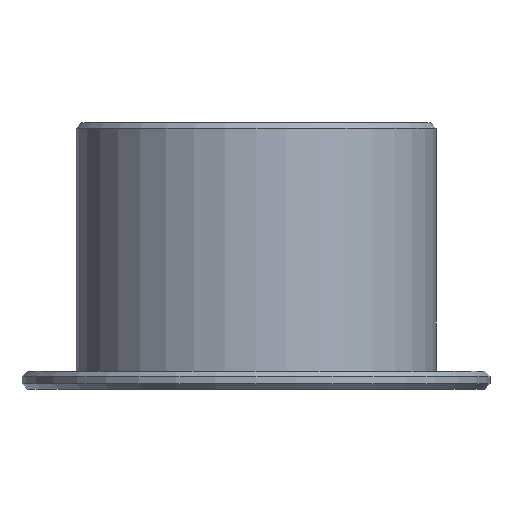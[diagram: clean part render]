
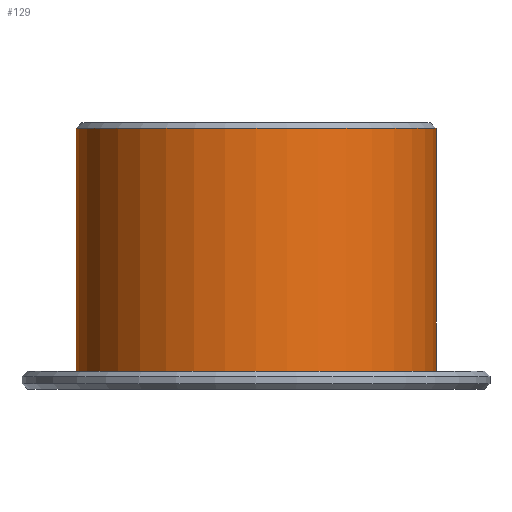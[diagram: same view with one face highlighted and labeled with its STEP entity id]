
A CAD part, front view. The second image highlights one B-rep face of the part: STEP entity #129.
In plain terms, the highlighted cylindrical face has radius 10 mm (diameter 20 mm), a full revolution.
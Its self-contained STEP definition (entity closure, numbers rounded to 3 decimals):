
#16=CYLINDRICAL_SURFACE('',#153,10.);
#25=FACE_BOUND('',#52,.T.);
#36=FACE_OUTER_BOUND('',#51,.T.);
#51=EDGE_LOOP('',(#106));
#52=EDGE_LOOP('',(#107));
#69=CIRCLE('',#152,10.);
#70=CIRCLE('',#154,10.);
#80=VERTEX_POINT('',#225);
#81=VERTEX_POINT('',#228);
#91=EDGE_CURVE('',#80,#80,#69,.T.);
#92=EDGE_CURVE('',#81,#81,#70,.T.);
#106=ORIENTED_EDGE('',*,*,#92,.T.);
#107=ORIENTED_EDGE('',*,*,#91,.F.);
#129=ADVANCED_FACE('',(#36,#25),#16,.T.);
#152=AXIS2_PLACEMENT_3D('',#226,#184,#185);
#153=AXIS2_PLACEMENT_3D('',#227,#186,#187);
#154=AXIS2_PLACEMENT_3D('',#229,#188,#189);
#184=DIRECTION('center_axis',(0.,0.,1.));
#185=DIRECTION('ref_axis',(-1.,0.,0.));
#186=DIRECTION('center_axis',(0.,0.,-1.));
#187=DIRECTION('ref_axis',(-1.,0.,0.));
#188=DIRECTION('center_axis',(0.,0.,1.));
#189=DIRECTION('ref_axis',(-1.,0.,0.));
#225=CARTESIAN_POINT('',(10.,0.,14.5));
#226=CARTESIAN_POINT('Origin',(0.,0.,14.5));
#227=CARTESIAN_POINT('Origin',(0.,0.,14.8));
#228=CARTESIAN_POINT('',(10.,0.,1.));
#229=CARTESIAN_POINT('Origin',(0.,0.,1.));
